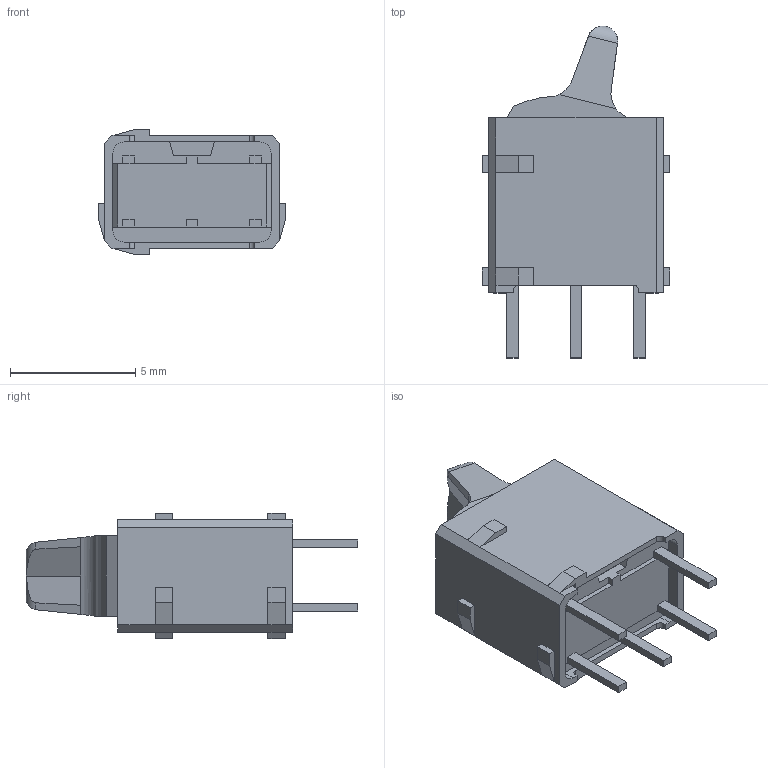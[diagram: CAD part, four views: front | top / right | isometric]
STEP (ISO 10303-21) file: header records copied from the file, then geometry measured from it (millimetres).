
FILE_DESCRIPTION( ( 'STEP AP214' ), '1' );
FILE_NAME( 'CF-LD-1DC-AR2W.stp', '2021-10-28T17:59:08', ( 'License CC BY-ND 4.0' ), ( 'CADENAS' ), ' ', 'PARTsolutions', ' ' );
FILE_SCHEMA( ( 'AUTOMOTIVE_DESIGN { 1 0 10303 214 1 1 1 1 }' ) );
Length unit declared in the file: millimetre
Products named in the file (3): CF-LD-1DC-AR2W; _CF-LD_body (PC); _CF-LD_Lever (1.00,0.50,0.50,0.00)
Assembly tree (2 placements, depth 2):
  CF-LD-1DC-AR2W
    _CF-LD_body (PC)
    _CF-LD_Lever (1.00,0.50,0.50,0.00)
Bounding box: 7.5 x 13.27 x 5 mm (x, y, z)
Volume: 225.2 mm3; surface area: 368.8 mm2
Topology: 2 solids, 2 shells, 169 faces, 460 edges, 296 vertices
Faces by surface type: plane 141, cylinder 24, cone 4
Full cylindrical faces by diameter (mm): 1 x1
Entity records: 6654 total; most frequent: CARTESIAN_POINT 954, ORIENTED_EDGE 916, DIRECTION 858, EDGE_CURVE 458, LINE 394, VECTOR 394, VERTEX_POINT 296, AXIS2_PLACEMENT_3D 232
